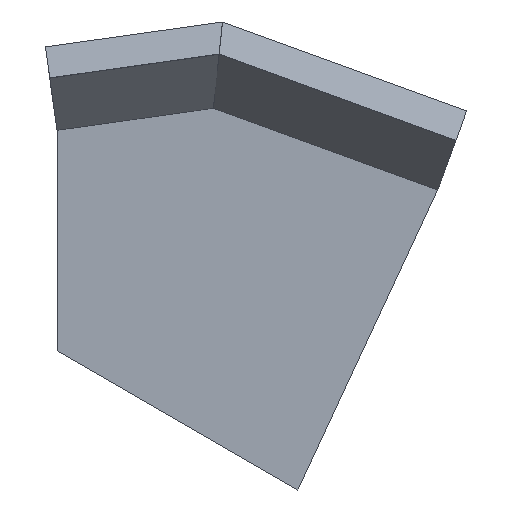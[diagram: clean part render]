
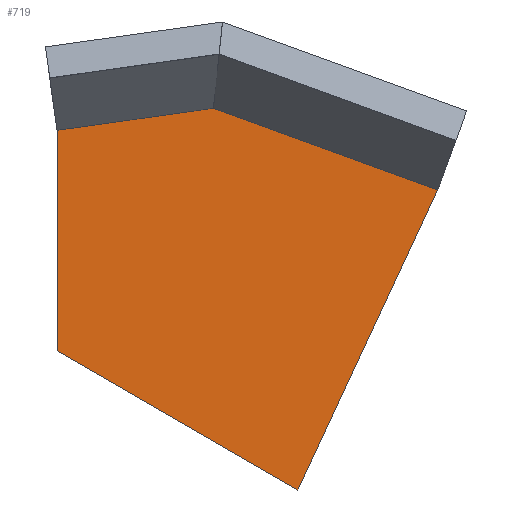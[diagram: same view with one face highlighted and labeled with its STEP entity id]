
A CAD part, left-side view. The second image highlights one B-rep face of the part: STEP entity #719.
In plain terms, the highlighted planar face has unit normal (-1, 0, 0).
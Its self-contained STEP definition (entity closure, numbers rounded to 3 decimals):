
#95=FACE_OUTER_BOUND($,#140,.T.);
#140=EDGE_LOOP($,(#637,#638,#639,#640,#641,#642,#643));
#196=LINE($,#1212,#271);
#202=LINE($,#1253,#277);
#205=LINE($,#1259,#280);
#206=LINE($,#1261,#281);
#210=LINE($,#1268,#285);
#214=LINE($,#1276,#289);
#215=LINE($,#1278,#290);
#271=VECTOR($,#919,714.973);
#277=VECTOR($,#937,1082.07);
#280=VECTOR($,#942,0.166);
#281=VECTOR($,#945,0.166);
#285=VECTOR($,#951,999.561);
#289=VECTOR($,#959,1260.247);
#290=VECTOR($,#962,1499.564);
#334=VERTEX_POINT($,#1201);
#335=VERTEX_POINT($,#1208);
#338=VERTEX_POINT($,#1225);
#339=VERTEX_POINT($,#1244);
#342=VERTEX_POINT($,#1257);
#344=VERTEX_POINT($,#1266);
#346=VERTEX_POINT($,#1274);
#422=EDGE_CURVE($,#335,#334,#196,.T.);
#432=EDGE_CURVE($,#339,#338,#202,.T.);
#435=EDGE_CURVE($,#338,#342,#205,.T.);
#436=EDGE_CURVE($,#342,#335,#206,.T.);
#440=EDGE_CURVE($,#344,#334,#210,.T.);
#444=EDGE_CURVE($,#346,#344,#214,.T.);
#445=EDGE_CURVE($,#339,#346,#215,.T.);
#637=ORIENTED_EDGE($,*,*,#436,.T.);
#638=ORIENTED_EDGE($,*,*,#422,.T.);
#639=ORIENTED_EDGE($,*,*,#440,.F.);
#640=ORIENTED_EDGE($,*,*,#444,.F.);
#641=ORIENTED_EDGE($,*,*,#445,.F.);
#642=ORIENTED_EDGE($,*,*,#432,.T.);
#643=ORIENTED_EDGE($,*,*,#435,.T.);
#674=PLANE($,#777);
#719=ADVANCED_FACE($,(#95),#674,.F.);
#777=AXIS2_PLACEMENT_3D($,#1279,#963,#964);
#919=DIRECTION($,(0.,0.99,-0.139));
#937=DIRECTION($,(0.,0.94,0.342));
#942=DIRECTION($,(0.,0.94,0.342));
#945=DIRECTION($,(0.,0.99,-0.139));
#951=DIRECTION($,(0.,0.,1.));
#959=DIRECTION($,(0.,0.866,0.5));
#962=DIRECTION($,(0.,0.423,-0.906));
#963=DIRECTION('center_axis',(1.,0.,0.));
#964=DIRECTION('ref_axis',(0.,0.,-1.));
#1201=CARTESIAN_POINT('',(0.,500.,829.685));
#1208=CARTESIAN_POINT('',(0.,-208.015,929.19));
#1212=CARTESIAN_POINT($,(0.,159.526,877.535));
#1225=CARTESIAN_POINT('',(0.,-208.336,929.156));
#1244=CARTESIAN_POINT('',(0.,-1225.149,559.066));
#1253=CARTESIAN_POINT($,(0.,-363.872,872.545));
#1257=CARTESIAN_POINT('',(0.,-208.18,929.213));
#1259=CARTESIAN_POINT($,(0.,-363.872,872.545));
#1261=CARTESIAN_POINT($,(0.,159.526,877.535));
#1266=CARTESIAN_POINT('',(0.,500.,-169.876));
#1268=CARTESIAN_POINT($,(0.,500.,-169.876));
#1274=CARTESIAN_POINT('',(0.,-591.406,-800.));
#1276=CARTESIAN_POINT($,(0.,-591.406,-800.));
#1278=CARTESIAN_POINT($,(0.,-1225.334,559.462));
#1279=CARTESIAN_POINT('Origin',(0.,-286.38,175.206));
